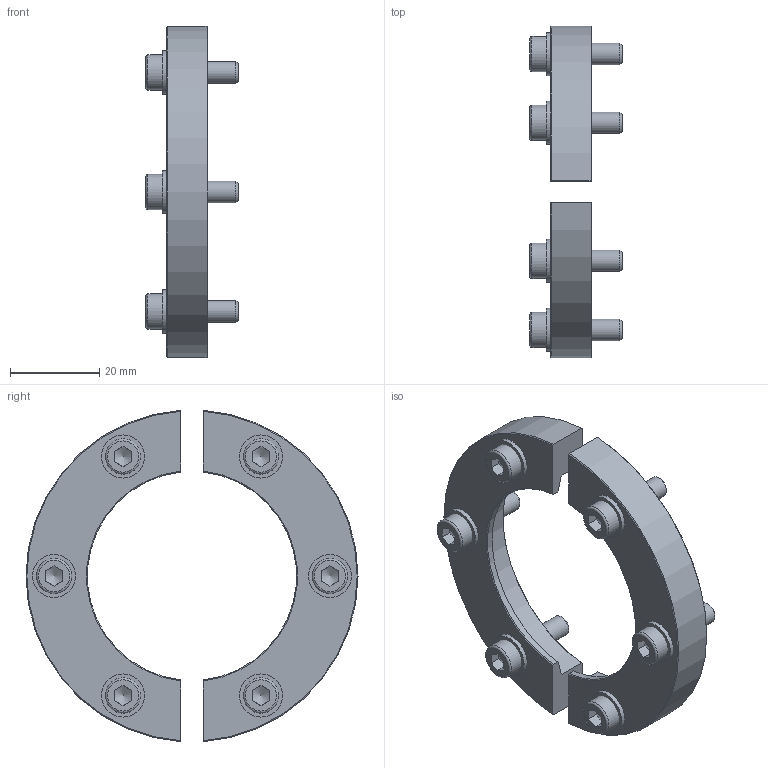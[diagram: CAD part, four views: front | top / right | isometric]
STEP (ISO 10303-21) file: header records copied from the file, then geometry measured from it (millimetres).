
FILE_DESCRIPTION(/* description */ ('Unknown'),/* implementation_level */ '2;1');
FILE_NAME(/* name */ 'QF40-150-BC',/* time_stamp */ '2017-05-02T14:10:21-04:00',/* author */ ('Unknown'),/* organization */ ('Unknown'),/* preprocessor_version */ 'ST-DEVELOPER v16.7',/* originating_system */ 'DEX',/* authorisation */ $);
FILE_SCHEMA (('AUTOMOTIVE_DESIGN {1 0 10303 214 3 1 1}'));
Length unit declared in the file: millimetre
Products named in the file (4): QF40-150-BC; SOCKET HEAD CAP SCREW #10-32; WASHER #10
Assembly tree (13 placements, depth 2):
  QF40-150-BC
    QF40-150-BC
    SOCKET HEAD CAP SCREW #10-32  x6
    WASHER #10  x6
Bounding box: 20.7 x 74.6 x 74.43 mm (x, y, z)
Volume: 20937.3 mm3; surface area: 13141.1 mm2
Topology: 14 solids, 14 shells, 158 faces, 354 edges, 230 vertices
Faces by surface type: plane 74, cone 36, cylinder 36, torus 12
Full cylindrical faces by diameter (mm): 4.826 x6, 5.3 x6, 5.4 x6, 7.925 x6, 9.7 x6
Entity records: 1867 total; most frequent: DIRECTION 328, CARTESIAN_POINT 300, ORIENTED_EDGE 238, AXIS2_PLACEMENT_3D 138, EDGE_CURVE 119, FACE_BOUND 105, EDGE_LOOP 104, VERTEX_POINT 92
